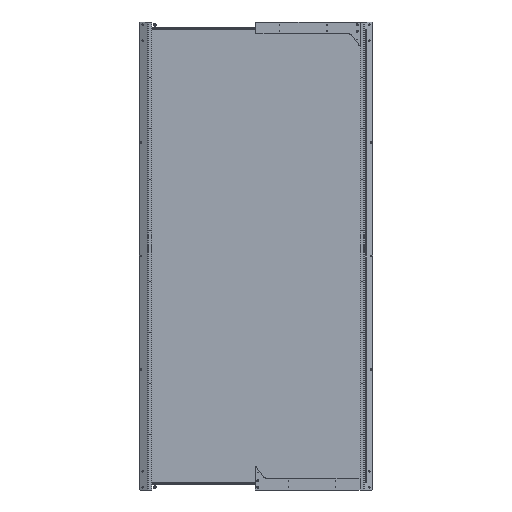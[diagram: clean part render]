
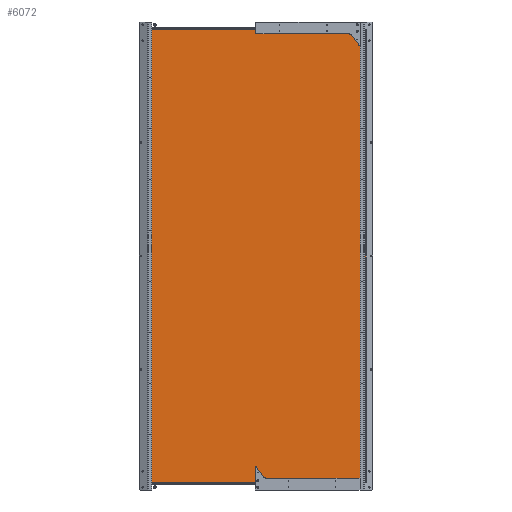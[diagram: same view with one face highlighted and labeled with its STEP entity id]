
A CAD part, front view. The second image highlights one B-rep face of the part: STEP entity #6072.
In plain terms, the highlighted face is planar.
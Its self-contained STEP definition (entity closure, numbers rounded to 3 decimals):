
#38 = ORIENTED_EDGE ( 'NONE', *, *, #5343, .T. ) ;
#578 = LINE ( 'NONE', #4175, #8768 ) ;
#1060 = CARTESIAN_POINT ( 'NONE',  ( -1200., 25., 573. ) ) ;
#1708 = VECTOR ( 'NONE', #6267, 1000. ) ;
#1753 = CARTESIAN_POINT ( 'NONE',  ( -1200., 25., 570. ) ) ;
#1873 = VECTOR ( 'NONE', #8373, 1000. ) ;
#2164 = DIRECTION ( 'NONE',  ( 0., -1., 0. ) ) ;
#2179 = VECTOR ( 'NONE', #9583, 1000. ) ;
#2189 = CARTESIAN_POINT ( 'NONE',  ( -1200., 25., -580. ) ) ;
#2532 = LINE ( 'NONE', #1060, #1708 ) ;
#2732 = VERTEX_POINT ( 'NONE', #8362 ) ;
#3225 = EDGE_CURVE ( 'NONE', #7049, #6726, #2532, .T. ) ;
#3622 = PLANE ( 'NONE',  #8551 ) ;
#3670 = CARTESIAN_POINT ( 'NONE',  ( 0., 25., 0. ) ) ;
#3835 = CARTESIAN_POINT ( 'NONE',  ( 1200., 25., 570. ) ) ;
#4175 = CARTESIAN_POINT ( 'NONE',  ( 4825.051, 25., 570. ) ) ;
#4351 = VERTEX_POINT ( 'NONE', #3835 ) ;
#4370 = LINE ( 'NONE', #8257, #2179 ) ;
#4861 = DIRECTION ( 'NONE',  ( -1., 0., 0. ) ) ;
#4885 = EDGE_CURVE ( 'NONE', #2732, #7049, #4370, .T. ) ;
#5343 = EDGE_CURVE ( 'NONE', #4351, #2732, #6332, .T. ) ;
#5985 = EDGE_LOOP ( 'NONE', ( #38, #7408, #7124, #7247 ) ) ;
#6072 = ADVANCED_FACE ( 'NONE', ( #9022 ), #3622, .F. ) ;
#6267 = DIRECTION ( 'NONE',  ( 0., 0., 1. ) ) ;
#6332 = LINE ( 'NONE', #7742, #1873 ) ;
#6726 = VERTEX_POINT ( 'NONE', #1753 ) ;
#7049 = VERTEX_POINT ( 'NONE', #2189 ) ;
#7124 = ORIENTED_EDGE ( 'NONE', *, *, #3225, .T. ) ;
#7247 = ORIENTED_EDGE ( 'NONE', *, *, #8190, .F. ) ;
#7408 = ORIENTED_EDGE ( 'NONE', *, *, #4885, .T. ) ;
#7742 = CARTESIAN_POINT ( 'NONE',  ( 1200., 25., 573. ) ) ;
#8092 = DIRECTION ( 'NONE',  ( 0., 0., -1. ) ) ;
#8190 = EDGE_CURVE ( 'NONE', #4351, #6726, #578, .T. ) ;
#8257 = CARTESIAN_POINT ( 'NONE',  ( 1200., 25., -580. ) ) ;
#8362 = CARTESIAN_POINT ( 'NONE',  ( 1200., 25., -580. ) ) ;
#8373 = DIRECTION ( 'NONE',  ( 0., 0., -1. ) ) ;
#8551 = AXIS2_PLACEMENT_3D ( 'NONE', #3670, #2164, #8092 ) ;
#8768 = VECTOR ( 'NONE', #4861, 1000. ) ;
#9022 = FACE_OUTER_BOUND ( 'NONE', #5985, .T. ) ;
#9583 = DIRECTION ( 'NONE',  ( -1., 0., 0. ) ) ;
